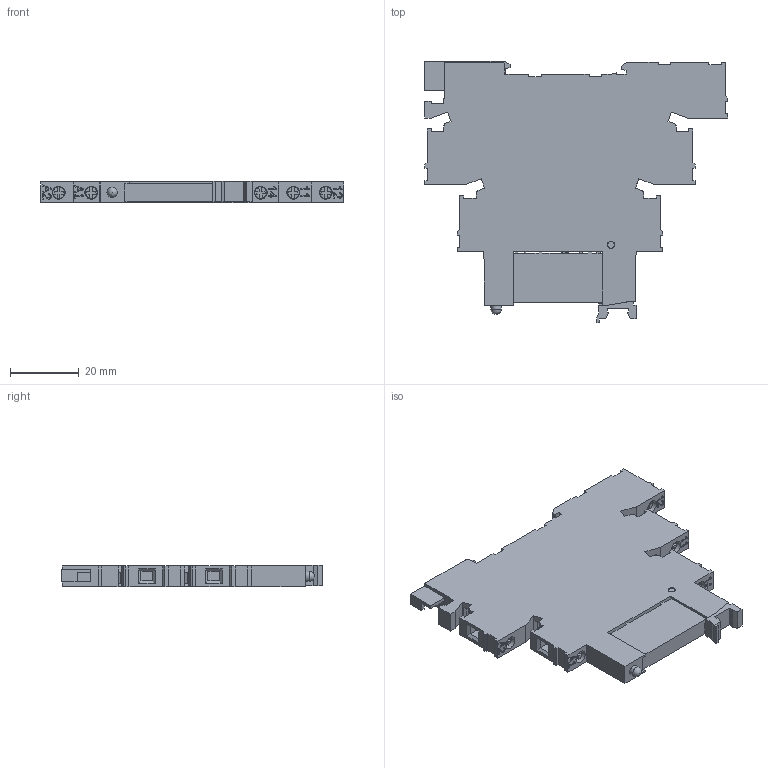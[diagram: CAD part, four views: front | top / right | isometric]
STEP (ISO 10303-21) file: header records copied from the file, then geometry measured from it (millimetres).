
FILE_DESCRIPTION(/* description */ (''),/* implementation_level */ '2;1');
FILE_NAME(/* name */ 'TBR-MC-6-1P-SC.stp',/* time_stamp */ '2020-05-15T17:07:25+06:00',/* author */ ('Owner'),/* organization */ (''),/* preprocessor_version */ 'ST-DEVELOPER v18',/* originating_system */ 'Autodesk Inventor 2020',/* authorisation */ '');
FILE_SCHEMA (('AUTOMOTIVE_DESIGN { 1 0 10303 214 3 1 1 }'));
Length unit declared in the file: millimetre
Products named in the file (1): Part3
Bounding box: 88.65 x 76.3 x 6.3 mm (x, y, z)
Volume: 26371.7 mm3; surface area: 13775.7 mm2
Topology: 1 solids, 1 shells, 546 faces, 1524 edges, 1011 vertices
Faces by surface type: plane 491, bspline 34, cylinder 20, sphere 1
Full cylindrical faces by diameter (mm): 0.4 x2, 1.95 x2, 2.069 x2, 2.5 x1, 3 x1, 3.8 x5
Entity records: 18212 total; most frequent: CARTESIAN_POINT 3690, ORIENTED_EDGE 3046, DIRECTION 2556, EDGE_CURVE 1523, LINE 1350, VECTOR 1350, VERTEX_POINT 1011, AXIS2_PLACEMENT_3D 603
